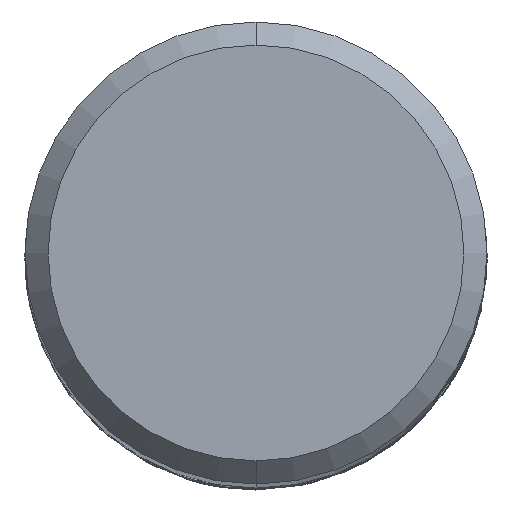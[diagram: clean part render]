
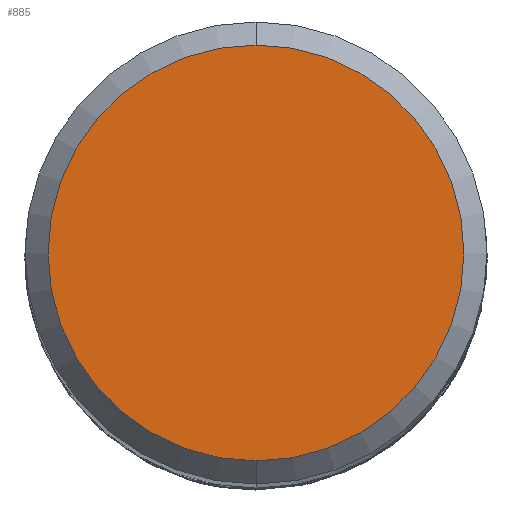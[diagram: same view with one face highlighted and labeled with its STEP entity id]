
A CAD part, top view. The second image highlights one B-rep face of the part: STEP entity #885.
In plain terms, the highlighted planar face has unit normal (0, 0, 1).
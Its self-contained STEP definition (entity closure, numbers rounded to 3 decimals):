
#817=EDGE_CURVE('',#1153,#1357,#1921,.T.);
#885=ADVANCED_FACE('',(#2000),#2001,.T.);
#1153=VERTEX_POINT('',#2297);
#1357=VERTEX_POINT('',#2522);
#1455=EDGE_CURVE('',#1357,#1153,#2629,.T.);
#1921=CIRCLE('',#6002,5.4);
#2000=FACE_OUTER_BOUND('',#6210,.T.);
#2001=PLANE('',#6211);
#2297=CARTESIAN_POINT('',(0.0,5.4,0.0));
#2522=CARTESIAN_POINT('',(0.,-5.4,0.0));
#2629=CIRCLE('',#11286,5.4);
#6002=AXIS2_PLACEMENT_3D('',#12848,#12849,#12850);
#6210=EDGE_LOOP('',(#12962,#12963));
#6211=AXIS2_PLACEMENT_3D('',#12964,#12965,#12966);
#11286=AXIS2_PLACEMENT_3D('',#13660,#13661,#13662);
#12848=CARTESIAN_POINT('',(0.0,0.0,0.0));
#12849=DIRECTION('',(0.0,0.0,-1.0));
#12850=DIRECTION('',(0.0,1.0,0.0));
#12962=ORIENTED_EDGE('',*,*,#817,.F.);
#12963=ORIENTED_EDGE('',*,*,#1455,.F.);
#12964=CARTESIAN_POINT('',(0.0,2.7,0.0));
#12965=DIRECTION('',(-0.0,0.0,1.0));
#12966=DIRECTION('',(0.0,-1.0,0.0));
#13660=CARTESIAN_POINT('',(0.0,0.0,0.0));
#13661=DIRECTION('',(0.0,0.0,-1.0));
#13662=DIRECTION('',(0.0,1.0,0.0));
